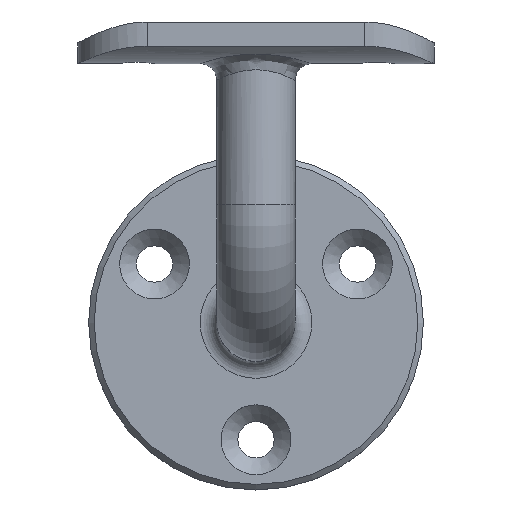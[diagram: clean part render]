
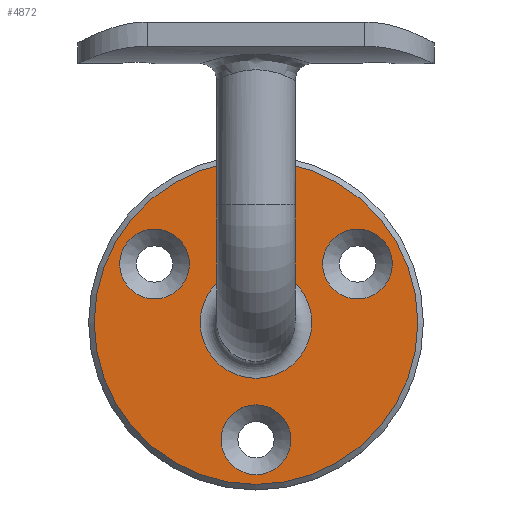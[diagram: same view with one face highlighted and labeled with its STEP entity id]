
A CAD part, top view. The second image highlights one B-rep face of the part: STEP entity #4872.
In plain terms, the highlighted planar face has unit normal (0, 0, 1).
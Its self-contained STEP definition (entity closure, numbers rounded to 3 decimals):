
#413 = CARTESIAN_POINT ( 'NONE',  ( 10., 0., 5. ) ) ;
#1237 = DIRECTION ( 'NONE',  ( 0., 0., 1. ) ) ;
#1506 = ORIENTED_EDGE ( 'NONE', *, *, #11636, .F. ) ;
#2204 = DIRECTION ( 'NONE',  ( 0., 0., 1. ) ) ;
#2961 = DIRECTION ( 'NONE',  ( 1., 0., 0. ) ) ;
#3320 = FACE_BOUND ( 'NONE', #11507, .T. ) ;
#3368 = VERTEX_POINT ( 'NONE', #413 ) ;
#3431 = DIRECTION ( 'NONE',  ( 1., 0., 0. ) ) ;
#3728 = CIRCLE ( 'NONE', #13002, 6.25 ) ;
#4155 = DIRECTION ( 'NONE',  ( 0., 0., 1. ) ) ;
#4174 = EDGE_LOOP ( 'NONE', ( #10515 ) ) ;
#4228 = DIRECTION ( 'NONE',  ( 1., 0., 0. ) ) ;
#4359 = VERTEX_POINT ( 'NONE', #8102 ) ;
#4721 = VERTEX_POINT ( 'NONE', #9247 ) ;
#4872 = ADVANCED_FACE ( 'NONE', ( #7490, #8298, #14628, #11846, #3320 ), #7140, .T. ) ;
#5544 = VERTEX_POINT ( 'NONE', #15556 ) ;
#5763 = AXIS2_PLACEMENT_3D ( 'NONE', #9583, #14791, #3431 ) ;
#5900 = CIRCLE ( 'NONE', #12124, 10. ) ;
#6013 = DIRECTION ( 'NONE',  ( 1., 0., 0. ) ) ;
#6824 = CARTESIAN_POINT ( 'NONE',  ( -11.937, 10.5, 5. ) ) ;
#7109 = CARTESIAN_POINT ( 'NONE',  ( 0., 0., 5. ) ) ;
#7140 = PLANE ( 'NONE',  #8590 ) ;
#7490 = FACE_BOUND ( 'NONE', #12233, .T. ) ;
#8010 = CARTESIAN_POINT ( 'NONE',  ( 0., -21., 5. ) ) ;
#8102 = CARTESIAN_POINT ( 'NONE',  ( 29., 0., 5. ) ) ;
#8298 = FACE_OUTER_BOUND ( 'NONE', #4174, .T. ) ;
#8390 = DIRECTION ( 'NONE',  ( 1., 0., 0. ) ) ;
#8590 = AXIS2_PLACEMENT_3D ( 'NONE', #15988, #2204, #6013 ) ;
#8753 = AXIS2_PLACEMENT_3D ( 'NONE', #8010, #9210, #4228 ) ;
#9210 = DIRECTION ( 'NONE',  ( 0., 0., 1. ) ) ;
#9247 = CARTESIAN_POINT ( 'NONE',  ( 24.437, 10.5, 5. ) ) ;
#9301 = DIRECTION ( 'NONE',  ( 1., 0., 0. ) ) ;
#9524 = EDGE_LOOP ( 'NONE', ( #1506 ) ) ;
#9583 = CARTESIAN_POINT ( 'NONE',  ( -18.187, 10.5, 5. ) ) ;
#9648 = ORIENTED_EDGE ( 'NONE', *, *, #11503, .T. ) ;
#10322 = CIRCLE ( 'NONE', #5763, 6.25 ) ;
#10515 = ORIENTED_EDGE ( 'NONE', *, *, #16409, .T. ) ;
#10536 = CARTESIAN_POINT ( 'NONE',  ( 18.187, 10.5, 5. ) ) ;
#10656 = ORIENTED_EDGE ( 'NONE', *, *, #13226, .F. ) ;
#10824 = ORIENTED_EDGE ( 'NONE', *, *, #15985, .F. ) ;
#11503 = EDGE_CURVE ( 'NONE', #3368, #3368, #5900, .T. ) ;
#11507 = EDGE_LOOP ( 'NONE', ( #10824 ) ) ;
#11636 = EDGE_CURVE ( 'NONE', #4721, #4721, #3728, .T. ) ;
#11846 = FACE_BOUND ( 'NONE', #14236, .T. ) ;
#11854 = CARTESIAN_POINT ( 'NONE',  ( 0., 0., 5. ) ) ;
#12124 = AXIS2_PLACEMENT_3D ( 'NONE', #7109, #15952, #8390 ) ;
#12233 = EDGE_LOOP ( 'NONE', ( #9648 ) ) ;
#13002 = AXIS2_PLACEMENT_3D ( 'NONE', #10536, #1237, #2961 ) ;
#13098 = CIRCLE ( 'NONE', #15014, 29. ) ;
#13226 = EDGE_CURVE ( 'NONE', #14060, #14060, #10322, .T. ) ;
#14060 = VERTEX_POINT ( 'NONE', #6824 ) ;
#14236 = EDGE_LOOP ( 'NONE', ( #10656 ) ) ;
#14628 = FACE_BOUND ( 'NONE', #9524, .T. ) ;
#14657 = CIRCLE ( 'NONE', #8753, 6.25 ) ;
#14791 = DIRECTION ( 'NONE',  ( 0., 0., 1. ) ) ;
#15014 = AXIS2_PLACEMENT_3D ( 'NONE', #11854, #4155, #9301 ) ;
#15556 = CARTESIAN_POINT ( 'NONE',  ( 6.25, -21., 5. ) ) ;
#15952 = DIRECTION ( 'NONE',  ( 0., 0., -1. ) ) ;
#15985 = EDGE_CURVE ( 'NONE', #5544, #5544, #14657, .T. ) ;
#15988 = CARTESIAN_POINT ( 'NONE',  ( 0., 0., 5. ) ) ;
#16409 = EDGE_CURVE ( 'NONE', #4359, #4359, #13098, .T. ) ;
